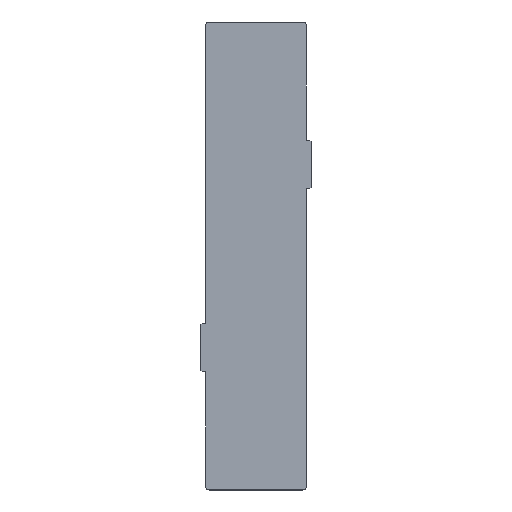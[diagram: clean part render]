
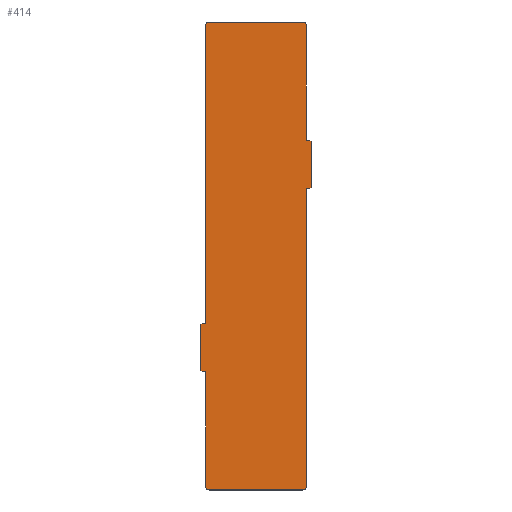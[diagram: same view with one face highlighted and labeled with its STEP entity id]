
A CAD part, top view. The second image highlights one B-rep face of the part: STEP entity #414.
In plain terms, the highlighted planar face has unit normal (0, 0, 1).
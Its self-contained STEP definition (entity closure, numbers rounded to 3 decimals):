
#19=CIRCLE('',#451,1.5);
#20=CIRCLE('',#452,1.5);
#21=CIRCLE('',#453,1.5);
#22=CIRCLE('',#454,1.5);
#28=FACE_OUTER_BOUND('',#50,.T.);
#50=EDGE_LOOP('',(#279,#280,#281,#282,#283,#284,#285,#286,#287,#288,#289,
#290,#291,#292,#293,#294,#295,#296,#297,#298));
#71=LINE('',#597,#123);
#75=LINE('',#605,#127);
#76=LINE('',#607,#128);
#77=LINE('',#609,#129);
#78=LINE('',#611,#130);
#79=LINE('',#615,#131);
#80=LINE('',#619,#132);
#81=LINE('',#621,#133);
#82=LINE('',#623,#134);
#83=LINE('',#625,#135);
#84=LINE('',#627,#136);
#85=LINE('',#629,#137);
#86=LINE('',#631,#138);
#87=LINE('',#635,#139);
#88=LINE('',#639,#140);
#89=LINE('',#640,#141);
#123=VECTOR('',#483,10.);
#127=VECTOR('',#489,10.);
#128=VECTOR('',#490,10.);
#129=VECTOR('',#491,10.);
#130=VECTOR('',#492,10.);
#131=VECTOR('',#495,10.);
#132=VECTOR('',#498,10.);
#133=VECTOR('',#499,10.);
#134=VECTOR('',#500,10.);
#135=VECTOR('',#501,10.);
#136=VECTOR('',#502,10.);
#137=VECTOR('',#503,10.);
#138=VECTOR('',#504,10.);
#139=VECTOR('',#507,10.);
#140=VECTOR('',#510,10.);
#141=VECTOR('',#511,10.);
#175=VERTEX_POINT('',#595);
#176=VERTEX_POINT('',#596);
#179=VERTEX_POINT('',#604);
#180=VERTEX_POINT('',#606);
#181=VERTEX_POINT('',#608);
#182=VERTEX_POINT('',#610);
#183=VERTEX_POINT('',#612);
#184=VERTEX_POINT('',#614);
#185=VERTEX_POINT('',#616);
#186=VERTEX_POINT('',#618);
#187=VERTEX_POINT('',#620);
#188=VERTEX_POINT('',#622);
#189=VERTEX_POINT('',#624);
#190=VERTEX_POINT('',#626);
#191=VERTEX_POINT('',#628);
#192=VERTEX_POINT('',#630);
#193=VERTEX_POINT('',#632);
#194=VERTEX_POINT('',#634);
#195=VERTEX_POINT('',#636);
#196=VERTEX_POINT('',#638);
#215=EDGE_CURVE('',#175,#176,#71,.T.);
#219=EDGE_CURVE('',#175,#179,#75,.T.);
#220=EDGE_CURVE('',#180,#179,#76,.T.);
#221=EDGE_CURVE('',#180,#181,#77,.T.);
#222=EDGE_CURVE('',#181,#182,#78,.T.);
#223=EDGE_CURVE('',#182,#183,#19,.T.);
#224=EDGE_CURVE('',#183,#184,#79,.T.);
#225=EDGE_CURVE('',#184,#185,#20,.T.);
#226=EDGE_CURVE('',#185,#186,#80,.T.);
#227=EDGE_CURVE('',#186,#187,#81,.T.);
#228=EDGE_CURVE('',#188,#187,#82,.T.);
#229=EDGE_CURVE('',#188,#189,#83,.T.);
#230=EDGE_CURVE('',#190,#189,#84,.T.);
#231=EDGE_CURVE('',#190,#191,#85,.T.);
#232=EDGE_CURVE('',#191,#192,#86,.T.);
#233=EDGE_CURVE('',#192,#193,#21,.T.);
#234=EDGE_CURVE('',#193,#194,#87,.T.);
#235=EDGE_CURVE('',#194,#195,#22,.T.);
#236=EDGE_CURVE('',#195,#196,#88,.T.);
#237=EDGE_CURVE('',#196,#176,#89,.T.);
#279=ORIENTED_EDGE('',*,*,#215,.F.);
#280=ORIENTED_EDGE('',*,*,#219,.T.);
#281=ORIENTED_EDGE('',*,*,#220,.F.);
#282=ORIENTED_EDGE('',*,*,#221,.T.);
#283=ORIENTED_EDGE('',*,*,#222,.T.);
#284=ORIENTED_EDGE('',*,*,#223,.T.);
#285=ORIENTED_EDGE('',*,*,#224,.T.);
#286=ORIENTED_EDGE('',*,*,#225,.T.);
#287=ORIENTED_EDGE('',*,*,#226,.T.);
#288=ORIENTED_EDGE('',*,*,#227,.T.);
#289=ORIENTED_EDGE('',*,*,#228,.F.);
#290=ORIENTED_EDGE('',*,*,#229,.T.);
#291=ORIENTED_EDGE('',*,*,#230,.F.);
#292=ORIENTED_EDGE('',*,*,#231,.T.);
#293=ORIENTED_EDGE('',*,*,#232,.T.);
#294=ORIENTED_EDGE('',*,*,#233,.T.);
#295=ORIENTED_EDGE('',*,*,#234,.T.);
#296=ORIENTED_EDGE('',*,*,#235,.T.);
#297=ORIENTED_EDGE('',*,*,#236,.T.);
#298=ORIENTED_EDGE('',*,*,#237,.T.);
#396=PLANE('',#450);
#414=ADVANCED_FACE('',(#28),#396,.T.);
#450=AXIS2_PLACEMENT_3D('',#603,#487,#488);
#451=AXIS2_PLACEMENT_3D('',#613,#493,#494);
#452=AXIS2_PLACEMENT_3D('',#617,#496,#497);
#453=AXIS2_PLACEMENT_3D('',#633,#505,#506);
#454=AXIS2_PLACEMENT_3D('',#637,#508,#509);
#483=DIRECTION('',(0.707,0.707,0.));
#487=DIRECTION('center_axis',(0.,0.,1.));
#488=DIRECTION('ref_axis',(1.,0.,0.));
#489=DIRECTION('',(0.,-1.,0.));
#490=DIRECTION('',(-0.707,0.707,0.));
#491=DIRECTION('',(1.,0.,0.));
#492=DIRECTION('',(0.,-1.,0.));
#493=DIRECTION('center_axis',(0.,0.,1.));
#494=DIRECTION('ref_axis',(0.,-1.,0.));
#495=DIRECTION('',(1.,0.,0.));
#496=DIRECTION('center_axis',(0.,0.,1.));
#497=DIRECTION('ref_axis',(1.,0.,0.));
#498=DIRECTION('',(0.,1.,0.));
#499=DIRECTION('',(1.,0.,0.));
#500=DIRECTION('',(-0.707,-0.707,0.));
#501=DIRECTION('',(0.,1.,0.));
#502=DIRECTION('',(0.707,-0.707,0.));
#503=DIRECTION('',(-1.,0.,0.));
#504=DIRECTION('',(0.,1.,0.));
#505=DIRECTION('center_axis',(0.,0.,1.));
#506=DIRECTION('ref_axis',(0.,1.,0.));
#507=DIRECTION('',(-1.,0.,0.));
#508=DIRECTION('center_axis',(0.,0.,1.));
#509=DIRECTION('ref_axis',(-1.,0.,0.));
#510=DIRECTION('',(0.,-1.,0.));
#511=DIRECTION('',(-1.,0.,0.));
#595=CARTESIAN_POINT('',(-23.,-28.85,-32.7));
#596=CARTESIAN_POINT('',(-22.5,-28.35,-32.7));
#597=CARTESIAN_POINT('',(-9.912,-15.763,-32.7));
#603=CARTESIAN_POINT('Origin',(0.,0.,
-32.7));
#604=CARTESIAN_POINT('',(-23.,-47.85,-32.7));
#605=CARTESIAN_POINT('',(-23.,-48.35,-32.7));
#606=CARTESIAN_POINT('',(-22.5,-48.35,-32.7));
#607=CARTESIAN_POINT('',(-29.087,-41.763,-32.7));
#608=CARTESIAN_POINT('',(-21.1,-48.35,-32.7));
#609=CARTESIAN_POINT('',(-21.1,-48.35,-32.7));
#610=CARTESIAN_POINT('',(-21.1,-96.35,-32.7));
#611=CARTESIAN_POINT('',(-21.1,-96.35,-32.7));
#612=CARTESIAN_POINT('',(-19.6,-97.85,-32.7));
#613=CARTESIAN_POINT('Origin',(-19.6,-96.35,-32.7));
#614=CARTESIAN_POINT('',(19.6,-97.85,-32.7));
#615=CARTESIAN_POINT('',(19.6,-97.85,-32.7));
#616=CARTESIAN_POINT('',(21.1,-96.35,-32.7));
#617=CARTESIAN_POINT('Origin',(19.6,-96.35,-32.7));
#618=CARTESIAN_POINT('',(21.1,28.35,-32.7));
#619=CARTESIAN_POINT('',(21.1,96.35,-32.7));
#620=CARTESIAN_POINT('',(22.5,28.35,-32.7));
#621=CARTESIAN_POINT('',(21.1,28.35,-32.7));
#622=CARTESIAN_POINT('',(23.,28.85,-32.7));
#623=CARTESIAN_POINT('',(9.913,15.763,-32.7));
#624=CARTESIAN_POINT('',(23.,47.85,-32.7));
#625=CARTESIAN_POINT('',(23.,28.35,-32.7));
#626=CARTESIAN_POINT('',(22.5,48.35,-32.7));
#627=CARTESIAN_POINT('',(29.088,41.763,-32.7));
#628=CARTESIAN_POINT('',(21.1,48.35,-32.7));
#629=CARTESIAN_POINT('',(23.,48.35,-32.7));
#630=CARTESIAN_POINT('',(21.1,96.35,-32.7));
#631=CARTESIAN_POINT('',(21.1,96.35,-32.7));
#632=CARTESIAN_POINT('',(19.6,97.85,-32.7));
#633=CARTESIAN_POINT('Origin',(19.6,96.35,-32.7));
#634=CARTESIAN_POINT('',(-19.6,97.85,-32.7));
#635=CARTESIAN_POINT('',(-19.6,97.85,-32.7));
#636=CARTESIAN_POINT('',(-21.1,96.35,-32.7));
#637=CARTESIAN_POINT('Origin',(-19.6,96.35,-32.7));
#638=CARTESIAN_POINT('',(-21.1,-28.35,-32.7));
#639=CARTESIAN_POINT('',(-21.1,-96.35,-32.7));
#640=CARTESIAN_POINT('',(-23.,-28.35,-32.7));
